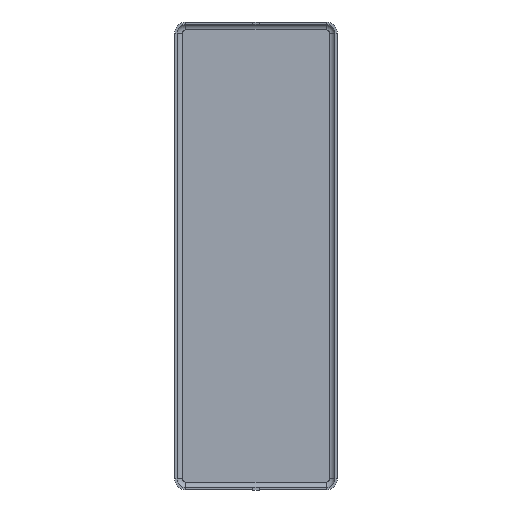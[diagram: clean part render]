
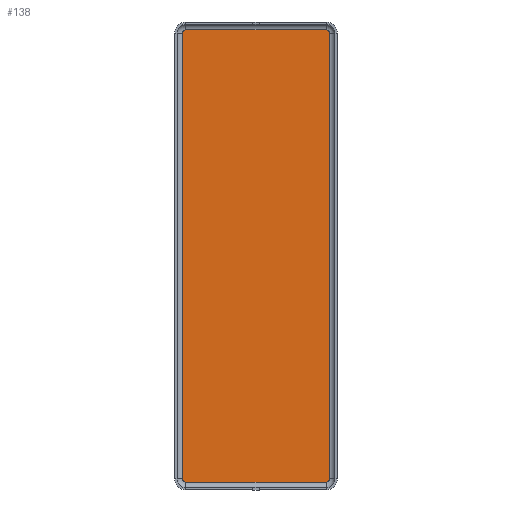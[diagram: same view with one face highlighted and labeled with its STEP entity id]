
A CAD part, front view. The second image highlights one B-rep face of the part: STEP entity #138.
In plain terms, the highlighted planar face has unit normal (0, -1, 0).
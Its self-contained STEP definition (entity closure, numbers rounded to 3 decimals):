
#2 = CIRCLE ( 'NONE', #191, 0.4 ) ;
#4 = LINE ( 'NONE', #49, #1155 ) ;
#38 = CARTESIAN_POINT ( 'NONE',  ( 8.9, -0.3, 28.65 ) ) ;
#49 = CARTESIAN_POINT ( 'NONE',  ( 8.9, -0.3, -28.65 ) ) ;
#53 = PLANE ( 'NONE',  #1041 ) ;
#82 = ORIENTED_EDGE ( 'NONE', *, *, #130, .F. ) ;
#89 = CARTESIAN_POINT ( 'NONE',  ( 9.3, -0.3, 28.25 ) ) ;
#130 = EDGE_CURVE ( 'NONE', #1233, #1398, #492, .T. ) ;
#138 = ADVANCED_FACE ( 'NONE', ( #1257 ), #53, .F. ) ;
#149 = CIRCLE ( 'NONE', #988, 0.4 ) ;
#191 = AXIS2_PLACEMENT_3D ( 'NONE', #673, #779, #892 ) ;
#227 = CARTESIAN_POINT ( 'NONE',  ( -8.9, -0.3, 28.65 ) ) ;
#273 = CARTESIAN_POINT ( 'NONE',  ( -9.3, -0.3, 0. ) ) ;
#350 = DIRECTION ( 'NONE',  ( 0., -1., 0. ) ) ;
#372 = LINE ( 'NONE', #273, #554 ) ;
#382 = ORIENTED_EDGE ( 'NONE', *, *, #1236, .T. ) ;
#396 = DIRECTION ( 'NONE',  ( -1., 0., 0. ) ) ;
#423 = CARTESIAN_POINT ( 'NONE',  ( 9.3, -0.3, 0. ) ) ;
#492 = LINE ( 'NONE', #423, #577 ) ;
#493 = DIRECTION ( 'NONE',  ( 0., 0., 1. ) ) ;
#508 = ORIENTED_EDGE ( 'NONE', *, *, #1297, .F. ) ;
#514 = CARTESIAN_POINT ( 'NONE',  ( 8.9, -0.3, -28.25 ) ) ;
#523 = CARTESIAN_POINT ( 'NONE',  ( 9.3, -0.3, -28.25 ) ) ;
#537 = VECTOR ( 'NONE', #671, 1000. ) ;
#554 = VECTOR ( 'NONE', #1135, 1000. ) ;
#571 = CARTESIAN_POINT ( 'NONE',  ( 8.9, -0.3, 28.25 ) ) ;
#577 = VECTOR ( 'NONE', #1284, 1000. ) ;
#606 = ORIENTED_EDGE ( 'NONE', *, *, #716, .T. ) ;
#667 = EDGE_LOOP ( 'NONE', ( #382, #508, #1209, #918, #825, #1400, #82, #606 ) ) ;
#671 = DIRECTION ( 'NONE',  ( -1., 0., 0. ) ) ;
#673 = CARTESIAN_POINT ( 'NONE',  ( -8.9, -0.3, 28.25 ) ) ;
#716 = EDGE_CURVE ( 'NONE', #1233, #1045, #149, .T. ) ;
#751 = VERTEX_POINT ( 'NONE', #1436 ) ;
#779 = DIRECTION ( 'NONE',  ( 0., 1., 0. ) ) ;
#789 = CIRCLE ( 'NONE', #809, 0.4 ) ;
#809 = AXIS2_PLACEMENT_3D ( 'NONE', #998, #350, #1106 ) ;
#811 = DIRECTION ( 'NONE',  ( 0., 1., 0. ) ) ;
#812 = VERTEX_POINT ( 'NONE', #1356 ) ;
#825 = ORIENTED_EDGE ( 'NONE', *, *, #1014, .F. ) ;
#841 = DIRECTION ( 'NONE',  ( 0., 0., 1. ) ) ;
#846 = EDGE_CURVE ( 'NONE', #1398, #946, #1361, .T. ) ;
#876 = EDGE_CURVE ( 'NONE', #812, #1088, #372, .T. ) ;
#892 = DIRECTION ( 'NONE',  ( 0., 0., -1. ) ) ;
#912 = CARTESIAN_POINT ( 'NONE',  ( 8.9, -0.3, -28.25 ) ) ;
#918 = ORIENTED_EDGE ( 'NONE', *, *, #1258, .T. ) ;
#946 = VERTEX_POINT ( 'NONE', #1162 ) ;
#988 = AXIS2_PLACEMENT_3D ( 'NONE', #571, #1344, #1218 ) ;
#998 = CARTESIAN_POINT ( 'NONE',  ( -8.9, -0.3, -28.25 ) ) ;
#1014 = EDGE_CURVE ( 'NONE', #946, #751, #4, .T. ) ;
#1041 = AXIS2_PLACEMENT_3D ( 'NONE', #514, #1283, #841 ) ;
#1045 = VERTEX_POINT ( 'NONE', #38 ) ;
#1054 = CARTESIAN_POINT ( 'NONE',  ( -9.3, -0.3, -28.25 ) ) ;
#1088 = VERTEX_POINT ( 'NONE', #1054 ) ;
#1094 = CARTESIAN_POINT ( 'NONE',  ( 8.9, -0.3, 28.65 ) ) ;
#1106 = DIRECTION ( 'NONE',  ( 0., 0., 1. ) ) ;
#1135 = DIRECTION ( 'NONE',  ( 0., 0., -1. ) ) ;
#1155 = VECTOR ( 'NONE', #396, 1000. ) ;
#1162 = CARTESIAN_POINT ( 'NONE',  ( 8.9, -0.3, -28.65 ) ) ;
#1209 = ORIENTED_EDGE ( 'NONE', *, *, #876, .T. ) ;
#1215 = AXIS2_PLACEMENT_3D ( 'NONE', #912, #811, #493 ) ;
#1218 = DIRECTION ( 'NONE',  ( 0., 0., -1. ) ) ;
#1233 = VERTEX_POINT ( 'NONE', #89 ) ;
#1236 = EDGE_CURVE ( 'NONE', #1045, #1382, #1305, .T. ) ;
#1257 = FACE_OUTER_BOUND ( 'NONE', #667, .T. ) ;
#1258 = EDGE_CURVE ( 'NONE', #1088, #751, #789, .T. ) ;
#1283 = DIRECTION ( 'NONE',  ( 0., 1., 0. ) ) ;
#1284 = DIRECTION ( 'NONE',  ( 0., 0., -1. ) ) ;
#1297 = EDGE_CURVE ( 'NONE', #812, #1382, #2, .T. ) ;
#1305 = LINE ( 'NONE', #1094, #537 ) ;
#1344 = DIRECTION ( 'NONE',  ( 0., -1., 0. ) ) ;
#1356 = CARTESIAN_POINT ( 'NONE',  ( -9.3, -0.3, 28.25 ) ) ;
#1361 = CIRCLE ( 'NONE', #1215, 0.4 ) ;
#1382 = VERTEX_POINT ( 'NONE', #227 ) ;
#1398 = VERTEX_POINT ( 'NONE', #523 ) ;
#1400 = ORIENTED_EDGE ( 'NONE', *, *, #846, .F. ) ;
#1436 = CARTESIAN_POINT ( 'NONE',  ( -8.9, -0.3, -28.65 ) ) ;
